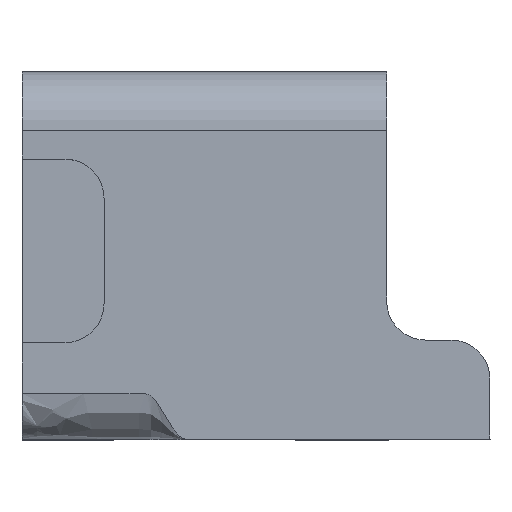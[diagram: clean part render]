
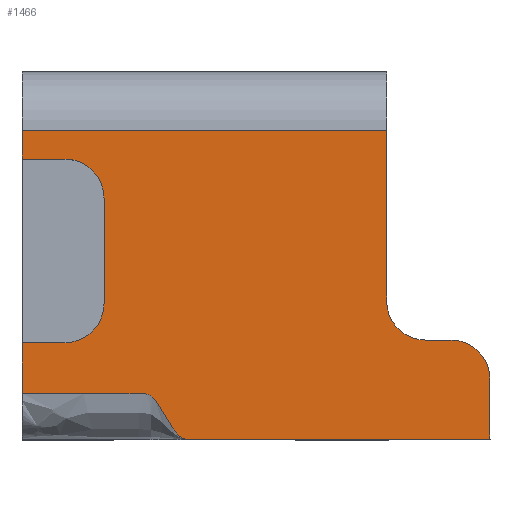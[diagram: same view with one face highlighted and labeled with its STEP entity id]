
A CAD part, top view. The second image highlights one B-rep face of the part: STEP entity #1466.
In plain terms, the highlighted planar face has unit normal (0, 0, 1).
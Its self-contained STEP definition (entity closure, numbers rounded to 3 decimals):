
#21=PLANE('',#1563);
#61=B_SPLINE_CURVE_WITH_KNOTS('',3,(#2283,#2284,#2285,#2286,#2287,#2288,
#2289,#2290,#2291,#2292,#2293,#2294,#2295),.UNSPECIFIED.,.F.,.F.,(4,1,1,
1,1,1,1,1,1,1,4),(-0.674,-0.629,-0.585,-0.517,-0.495,-0.405,
-0.315,-0.225,-0.135,0.044,0.584),.UNSPECIFIED.);
#76=FACE_OUTER_BOUND('',#149,.T.);
#149=EDGE_LOOP('',(#1013,#1014,#1015,#1016,#1017,#1018,#1019,#1020,#1021,
#1022,#1023,#1024,#1025,#1026,#1027));
#230=LINE('',#2252,#384);
#232=LINE('',#2258,#386);
#236=LINE('',#2269,#390);
#237=LINE('',#2271,#391);
#238=LINE('',#2275,#392);
#239=LINE('',#2279,#393);
#240=LINE('',#2281,#394);
#241=LINE('',#2297,#395);
#242=LINE('',#2299,#396);
#243=LINE('',#2303,#397);
#384=VECTOR('',#1721,10.);
#386=VECTOR('',#1727,10.);
#390=VECTOR('',#1737,10.);
#391=VECTOR('',#1738,10.);
#392=VECTOR('',#1741,10.);
#393=VECTOR('',#1744,10.);
#394=VECTOR('',#1745,10.);
#395=VECTOR('',#1746,10.);
#396=VECTOR('',#1747,10.);
#397=VECTOR('',#1750,10.);
#538=CIRCLE('',#1564,3.);
#539=CIRCLE('',#1565,3.);
#540=CIRCLE('',#1566,3.);
#541=CIRCLE('',#1567,3.);
#613=VERTEX_POINT('',#2249);
#614=VERTEX_POINT('',#2251);
#616=VERTEX_POINT('',#2257);
#620=VERTEX_POINT('',#2268);
#621=VERTEX_POINT('',#2270);
#622=VERTEX_POINT('',#2272);
#623=VERTEX_POINT('',#2274);
#624=VERTEX_POINT('',#2276);
#625=VERTEX_POINT('',#2278);
#626=VERTEX_POINT('',#2280);
#627=VERTEX_POINT('',#2282);
#628=VERTEX_POINT('',#2296);
#629=VERTEX_POINT('',#2298);
#630=VERTEX_POINT('',#2300);
#631=VERTEX_POINT('',#2302);
#768=EDGE_CURVE('',#613,#614,#230,.T.);
#771=EDGE_CURVE('',#616,#614,#232,.T.);
#777=EDGE_CURVE('',#613,#620,#236,.T.);
#778=EDGE_CURVE('',#620,#621,#237,.T.);
#779=EDGE_CURVE('',#622,#621,#538,.T.);
#780=EDGE_CURVE('',#622,#623,#238,.T.);
#781=EDGE_CURVE('',#624,#623,#539,.T.);
#782=EDGE_CURVE('',#624,#625,#239,.T.);
#783=EDGE_CURVE('',#625,#626,#240,.T.);
#784=EDGE_CURVE('',#627,#626,#61,.T.);
#785=EDGE_CURVE('',#627,#628,#241,.F.);
#786=EDGE_CURVE('',#628,#629,#242,.T.);
#787=EDGE_CURVE('',#630,#629,#540,.T.);
#788=EDGE_CURVE('',#630,#631,#243,.T.);
#789=EDGE_CURVE('',#616,#631,#541,.T.);
#1013=ORIENTED_EDGE('',*,*,#768,.F.);
#1014=ORIENTED_EDGE('',*,*,#777,.T.);
#1015=ORIENTED_EDGE('',*,*,#778,.T.);
#1016=ORIENTED_EDGE('',*,*,#779,.F.);
#1017=ORIENTED_EDGE('',*,*,#780,.T.);
#1018=ORIENTED_EDGE('',*,*,#781,.F.);
#1019=ORIENTED_EDGE('',*,*,#782,.T.);
#1020=ORIENTED_EDGE('',*,*,#783,.T.);
#1021=ORIENTED_EDGE('',*,*,#784,.F.);
#1022=ORIENTED_EDGE('',*,*,#785,.T.);
#1023=ORIENTED_EDGE('',*,*,#786,.T.);
#1024=ORIENTED_EDGE('',*,*,#787,.F.);
#1025=ORIENTED_EDGE('',*,*,#788,.T.);
#1026=ORIENTED_EDGE('',*,*,#789,.F.);
#1027=ORIENTED_EDGE('',*,*,#771,.T.);
#1466=ADVANCED_FACE('',(#76),#21,.T.);
#1563=AXIS2_PLACEMENT_3D('',#2267,#1735,#1736);
#1564=AXIS2_PLACEMENT_3D('',#2273,#1739,#1740);
#1565=AXIS2_PLACEMENT_3D('',#2277,#1742,#1743);
#1566=AXIS2_PLACEMENT_3D('',#2301,#1748,#1749);
#1567=AXIS2_PLACEMENT_3D('',#2304,#1751,#1752);
#1721=DIRECTION('',(1.,0.,0.));
#1727=DIRECTION('',(0.,1.,0.));
#1735=DIRECTION('center_axis',(0.,0.,1.));
#1736=DIRECTION('ref_axis',(1.,0.,0.));
#1737=DIRECTION('',(0.,-1.,0.));
#1738=DIRECTION('',(1.,0.,0.));
#1739=DIRECTION('center_axis',(0.,0.,1.));
#1740=DIRECTION('ref_axis',(0.707,0.707,0.));
#1741=DIRECTION('',(0.,-1.,0.));
#1742=DIRECTION('center_axis',(0.,0.,1.));
#1743=DIRECTION('ref_axis',(0.707,-0.707,0.));
#1744=DIRECTION('',(-1.,0.,0.));
#1745=DIRECTION('',(0.,-1.,0.));
#1746=DIRECTION('',(-1.,0.,0.));
#1747=DIRECTION('',(0.,1.,0.));
#1748=DIRECTION('center_axis',(0.,0.,-1.));
#1749=DIRECTION('ref_axis',(0.707,0.707,0.));
#1750=DIRECTION('',(-1.,0.,0.));
#1751=DIRECTION('center_axis',(0.,0.,1.));
#1752=DIRECTION('ref_axis',(-0.707,-0.707,0.));
#2249=CARTESIAN_POINT('',(-15.87,9.6,46.6));
#2251=CARTESIAN_POINT('',(12.13,9.6,46.6));
#2252=CARTESIAN_POINT('',(10.035,9.6,46.6));
#2257=CARTESIAN_POINT('',(12.13,-3.5,46.6));
#2258=CARTESIAN_POINT('',(12.13,-3.25,46.6));
#2267=CARTESIAN_POINT('Origin',(0.,0.,46.6));
#2268=CARTESIAN_POINT('',(-15.87,7.4,46.6));
#2269=CARTESIAN_POINT('',(-15.87,7.05,46.6));
#2270=CARTESIAN_POINT('',(-12.57,7.4,46.6));
#2271=CARTESIAN_POINT('',(-4.785,7.4,46.6));
#2272=CARTESIAN_POINT('',(-9.57,4.4,46.6));
#2273=CARTESIAN_POINT('Origin',(-12.57,4.4,46.6));
#2274=CARTESIAN_POINT('',(-9.57,-3.7,46.6));
#2275=CARTESIAN_POINT('',(-9.57,-3.35,46.6));
#2276=CARTESIAN_POINT('',(-12.57,-6.7,46.6));
#2277=CARTESIAN_POINT('Origin',(-12.57,-3.7,46.6));
#2278=CARTESIAN_POINT('',(-15.87,-6.7,46.6));
#2279=CARTESIAN_POINT('',(-10.035,-6.7,46.6));
#2280=CARTESIAN_POINT('',(-15.87,-10.6,46.6));
#2281=CARTESIAN_POINT('',(-15.87,7.05,46.6));
#2282=CARTESIAN_POINT('',(-3.291,-14.1,46.6));
#2283=CARTESIAN_POINT('Ctrl Pts',(-3.291,-14.1,46.6));
#2284=CARTESIAN_POINT('Ctrl Pts',(-3.441,-14.1,46.6));
#2285=CARTESIAN_POINT('Ctrl Pts',(-3.74,-13.945,46.6));
#2286=CARTESIAN_POINT('Ctrl Pts',(-4.264,-13.389,46.6));
#2287=CARTESIAN_POINT('Ctrl Pts',(-4.714,-12.597,46.6));
#2288=CARTESIAN_POINT('Ctrl Pts',(-5.313,-11.507,46.6));
#2289=CARTESIAN_POINT('Ctrl Pts',(-5.987,-10.558,46.6));
#2290=CARTESIAN_POINT('Ctrl Pts',(-6.885,-10.616,46.6));
#2291=CARTESIAN_POINT('Ctrl Pts',(-7.784,-10.596,46.6));
#2292=CARTESIAN_POINT('Ctrl Pts',(-8.982,-10.605,46.6));
#2293=CARTESIAN_POINT('Ctrl Pts',(-11.677,-10.596,46.6));
#2294=CARTESIAN_POINT('Ctrl Pts',(-14.073,-10.6,46.6));
#2295=CARTESIAN_POINT('Ctrl Pts',(-15.87,-10.6,46.6));
#2296=CARTESIAN_POINT('',(20.07,-14.1,46.6));
#2297=CARTESIAN_POINT('',(-10.035,-14.1,46.6));
#2298=CARTESIAN_POINT('',(20.07,-9.5,46.6));
#2299=CARTESIAN_POINT('',(20.07,-6.25,46.6));
#2300=CARTESIAN_POINT('',(17.07,-6.5,46.6));
#2301=CARTESIAN_POINT('Origin',(17.07,-9.5,46.6));
#2302=CARTESIAN_POINT('',(15.13,-6.5,46.6));
#2303=CARTESIAN_POINT('',(10.035,-6.5,46.6));
#2304=CARTESIAN_POINT('Origin',(15.13,-3.5,46.6));
